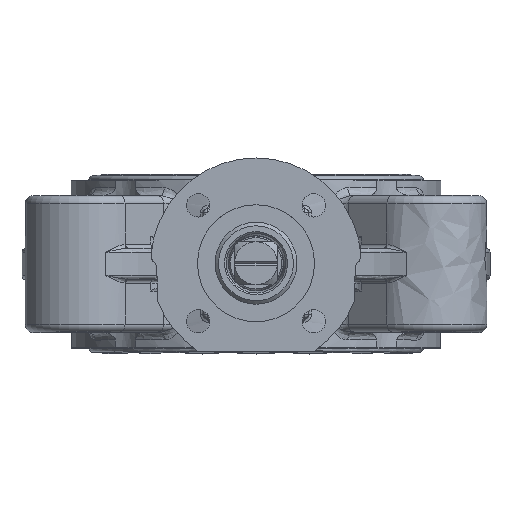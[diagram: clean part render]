
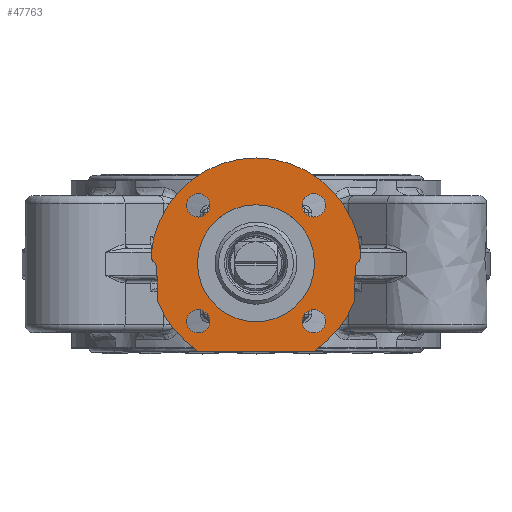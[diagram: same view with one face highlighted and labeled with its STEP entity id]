
A CAD part, top view. The second image highlights one B-rep face of the part: STEP entity #47763.
In plain terms, the highlighted planar face has unit normal (0, 0, 1).
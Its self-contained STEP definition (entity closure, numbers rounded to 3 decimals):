
#8076=CARTESIAN_POINT('',(25.158,-9.803,126.));
#8077=VERTEX_POINT('',#8076);
#8078=CARTESIAN_POINT('',(14.925,-22.5,126.));
#8079=VERTEX_POINT('',#8078);
#8080=CARTESIAN_POINT('',(0.,0.,126.));
#8081=DIRECTION('',(0.0,0.0,-1.0));
#8082=DIRECTION('',(0.553,-0.833,0.0));
#8083=AXIS2_PLACEMENT_3D('',#8080,#8081,#8082);
#8084=CIRCLE('',#8083,27.);
#8085=EDGE_CURVE('',#8077,#8079,#8084,.T.);
#8118=CARTESIAN_POINT('',(25.461,-1.11,126.));
#8119=VERTEX_POINT('',#8118);
#8120=CARTESIAN_POINT('',(25.461,-1.11,126.));
#8121=DIRECTION('',(-0.035,-0.999,0.0));
#8122=VECTOR('',#8121,8.698);
#8123=LINE('',#8120,#8122);
#8124=EDGE_CURVE('',#8119,#8077,#8123,.T.);
#8170=CARTESIAN_POINT('',(26.193,0.368,126.));
#8171=VERTEX_POINT('',#8170);
#8172=CARTESIAN_POINT('',(26.193,0.368,126.));
#8173=CARTESIAN_POINT('',(26.074,0.271,126.));
#8174=CARTESIAN_POINT('',(25.967,0.16,126.));
#8175=CARTESIAN_POINT('',(25.78,-0.084,126.));
#8176=CARTESIAN_POINT('',(25.701,-0.216,126.));
#8177=CARTESIAN_POINT('',(25.53,-0.593,126.));
#8178=CARTESIAN_POINT('',(25.47,-0.849,126.));
#8179=CARTESIAN_POINT('',(25.461,-1.11,126.));
#8180=B_SPLINE_CURVE_WITH_KNOTS('',3,(#8172,#8173,#8174,#8175,#8176,#8177,#8178,#8179),.UNSPECIFIED.,.F.,.U.,(4,2,2,4),(-0.17,-0.124,-0.078,0.0),.UNSPECIFIED.);
#8181=EDGE_CURVE('',#8171,#8119,#8180,.T.);
#43298=CARTESIAN_POINT('',(-14.925,-22.5,126.));
#43299=VERTEX_POINT('',#43298);
#43300=CARTESIAN_POINT('',(14.925,-22.5,126.));
#43301=DIRECTION('',(-1.0,0.0,0.0));
#43302=VECTOR('',#43301,29.85);
#43303=LINE('',#43300,#43302);
#43304=EDGE_CURVE('',#8079,#43299,#43303,.T.);
#43342=CARTESIAN_POINT('',(-25.158,-9.803,126.));
#43343=VERTEX_POINT('',#43342);
#43344=CARTESIAN_POINT('',(0.,0.,126.));
#43345=DIRECTION('',(0.0,0.0,-1.0));
#43346=DIRECTION('',(-0.932,-0.363,0.0));
#43347=AXIS2_PLACEMENT_3D('',#43344,#43345,#43346);
#43348=CIRCLE('',#43347,27.0);
#43349=EDGE_CURVE('',#43299,#43343,#43348,.T.);
#47523=CARTESIAN_POINT('',(26.921,2.069,126.));
#47524=VERTEX_POINT('',#47523);
#47525=CARTESIAN_POINT('',(26.921,2.069,126.));
#47526=CARTESIAN_POINT('',(26.935,1.879,126.));
#47527=CARTESIAN_POINT('',(26.923,1.687,126.));
#47528=CARTESIAN_POINT('',(26.843,1.313,126.));
#47529=CARTESIAN_POINT('',(26.777,1.133,126.));
#47530=CARTESIAN_POINT('',(26.562,0.736,126.));
#47531=CARTESIAN_POINT('',(26.395,0.533,126.));
#47532=CARTESIAN_POINT('',(26.193,0.368,126.));
#47533=B_SPLINE_CURVE_WITH_KNOTS('',3,(#47525,#47526,#47527,#47528,#47529,#47530,#47531,#47532),.UNSPECIFIED.,.F.,.U.,(4,2,2,4),(-0.193,-0.135,-0.078,0.),.UNSPECIFIED.);
#47534=EDGE_CURVE('',#47524,#8171,#47533,.T.);
#47553=CARTESIAN_POINT('',(-26.921,2.069,126.));
#47554=VERTEX_POINT('',#47553);
#47555=CARTESIAN_POINT('',(0.,0.,126.));
#47556=DIRECTION('',(0.0,0.0,-1.0));
#47557=DIRECTION('',(1.0,0.0,0.0));
#47558=AXIS2_PLACEMENT_3D('',#47555,#47556,#47557);
#47559=CIRCLE('',#47558,27.0);
#47560=EDGE_CURVE('',#47554,#47524,#47559,.T.);
#47599=CARTESIAN_POINT('',(-26.193,0.368,126.));
#47600=VERTEX_POINT('',#47599);
#47601=CARTESIAN_POINT('',(-26.193,0.368,126.));
#47602=CARTESIAN_POINT('',(-26.341,0.489,126.));
#47603=CARTESIAN_POINT('',(-26.471,0.631,126.));
#47604=CARTESIAN_POINT('',(-26.686,0.947,126.));
#47605=CARTESIAN_POINT('',(-26.771,1.119,126.));
#47606=CARTESIAN_POINT('',(-26.91,1.549,126.));
#47607=CARTESIAN_POINT('',(-26.941,1.81,126.));
#47608=CARTESIAN_POINT('',(-26.921,2.069,126.));
#47609=B_SPLINE_CURVE_WITH_KNOTS('',3,(#47601,#47602,#47603,#47604,#47605,#47606,#47607,#47608),.UNSPECIFIED.,.F.,.U.,(4,2,2,4),(-0.193,-0.135,-0.078,0.0),.UNSPECIFIED.);
#47610=EDGE_CURVE('',#47600,#47554,#47609,.T.);
#47649=CARTESIAN_POINT('',(-25.461,-1.11,126.));
#47650=VERTEX_POINT('',#47649);
#47651=CARTESIAN_POINT('',(-25.461,-1.11,126.));
#47652=CARTESIAN_POINT('',(-25.467,-0.956,126.));
#47653=CARTESIAN_POINT('',(-25.49,-0.803,126.));
#47654=CARTESIAN_POINT('',(-25.57,-0.507,126.));
#47655=CARTESIAN_POINT('',(-25.627,-0.364,126.));
#47656=CARTESIAN_POINT('',(-25.824,0.001,126.));
#47657=CARTESIAN_POINT('',(-25.992,0.203,126.));
#47658=CARTESIAN_POINT('',(-26.193,0.368,126.));
#47659=B_SPLINE_CURVE_WITH_KNOTS('',3,(#47651,#47652,#47653,#47654,#47655,#47656,#47657,#47658),.UNSPECIFIED.,.F.,.U.,(4,2,2,4),(-0.17,-0.124,-0.078,0.0),.UNSPECIFIED.);
#47660=EDGE_CURVE('',#47650,#47600,#47659,.T.);
#47679=CARTESIAN_POINT('',(-25.158,-9.803,126.));
#47680=DIRECTION('',(-0.035,0.999,0.0));
#47681=VECTOR('',#47680,8.698);
#47682=LINE('',#47679,#47681);
#47683=EDGE_CURVE('',#43343,#47650,#47682,.T.);
#47691=CARTESIAN_POINT('',(-60.001,27.001,126.));
#47692=DIRECTION('',(0.0,0.0,-1.0));
#47693=DIRECTION('',(-1.0,0.0,0.0));
#47694=AXIS2_PLACEMENT_3D('',#47691,#47692,#47693);
#47695=PLANE('',#47694);
#47696=ORIENTED_EDGE('',*,*,#8181,.F.);
#47697=ORIENTED_EDGE('',*,*,#47534,.F.);
#47698=ORIENTED_EDGE('',*,*,#47560,.F.);
#47699=ORIENTED_EDGE('',*,*,#47610,.F.);
#47700=ORIENTED_EDGE('',*,*,#47660,.F.);
#47701=ORIENTED_EDGE('',*,*,#47683,.F.);
#47702=ORIENTED_EDGE('',*,*,#43349,.F.);
#47703=ORIENTED_EDGE('',*,*,#43304,.F.);
#47704=ORIENTED_EDGE('',*,*,#8085,.F.);
#47705=ORIENTED_EDGE('',*,*,#8124,.F.);
#47706=EDGE_LOOP('',(#47696,#47697,#47698,#47699,#47700,#47701,#47702,#47703,#47704,#47705));
#47707=FACE_OUTER_BOUND('',#47706,.T.);
#47708=CARTESIAN_POINT('',(-17.849,-14.849,126.));
#47709=VERTEX_POINT('',#47708);
#47710=CARTESIAN_POINT('',(-14.849,-14.849,126.));
#47711=DIRECTION('',(0.0,0.0,-1.0));
#47712=DIRECTION('',(-1.0,0.0,0.0));
#47713=AXIS2_PLACEMENT_3D('',#47710,#47711,#47712);
#47714=CIRCLE('',#47713,3.);
#47715=EDGE_CURVE('',#47709,#47709,#47714,.T.);
#47716=ORIENTED_EDGE('',*,*,#47715,.T.);
#47717=EDGE_LOOP('',(#47716));
#47718=FACE_BOUND('',#47717,.T.);
#47719=CARTESIAN_POINT('',(-14.849,17.849,126.));
#47720=VERTEX_POINT('',#47719);
#47721=CARTESIAN_POINT('',(-14.849,14.849,126.));
#47722=DIRECTION('',(0.0,0.0,-1.0));
#47723=DIRECTION('',(0.0,1.0,0.0));
#47724=AXIS2_PLACEMENT_3D('',#47721,#47722,#47723);
#47725=CIRCLE('',#47724,3.);
#47726=EDGE_CURVE('',#47720,#47720,#47725,.T.);
#47727=ORIENTED_EDGE('',*,*,#47726,.T.);
#47728=EDGE_LOOP('',(#47727));
#47729=FACE_BOUND('',#47728,.T.);
#47730=CARTESIAN_POINT('',(14.849,-17.849,126.));
#47731=VERTEX_POINT('',#47730);
#47732=CARTESIAN_POINT('',(14.849,-14.849,126.));
#47733=DIRECTION('',(0.0,0.0,-1.0));
#47734=DIRECTION('',(0.0,-1.0,0.0));
#47735=AXIS2_PLACEMENT_3D('',#47732,#47733,#47734);
#47736=CIRCLE('',#47735,3.);
#47737=EDGE_CURVE('',#47731,#47731,#47736,.T.);
#47738=ORIENTED_EDGE('',*,*,#47737,.T.);
#47739=EDGE_LOOP('',(#47738));
#47740=FACE_BOUND('',#47739,.T.);
#47741=CARTESIAN_POINT('',(17.849,14.849,126.));
#47742=VERTEX_POINT('',#47741);
#47743=CARTESIAN_POINT('',(14.849,14.849,126.));
#47744=DIRECTION('',(0.0,0.0,-1.0));
#47745=DIRECTION('',(1.0,0.0,0.0));
#47746=AXIS2_PLACEMENT_3D('',#47743,#47744,#47745);
#47747=CIRCLE('',#47746,3.);
#47748=EDGE_CURVE('',#47742,#47742,#47747,.T.);
#47749=ORIENTED_EDGE('',*,*,#47748,.T.);
#47750=EDGE_LOOP('',(#47749));
#47751=FACE_BOUND('',#47750,.T.);
#47752=CARTESIAN_POINT('',(15.0,0.,126.));
#47753=VERTEX_POINT('',#47752);
#47754=CARTESIAN_POINT('',(0.,0.,126.));
#47755=DIRECTION('',(0.0,0.0,-1.0));
#47756=DIRECTION('',(1.0,0.0,0.0));
#47757=AXIS2_PLACEMENT_3D('',#47754,#47755,#47756);
#47758=CIRCLE('',#47757,15.0);
#47759=EDGE_CURVE('',#47753,#47753,#47758,.T.);
#47760=ORIENTED_EDGE('',*,*,#47759,.T.);
#47761=EDGE_LOOP('',(#47760));
#47762=FACE_BOUND('',#47761,.T.);
#47763=ADVANCED_FACE('',(#47707,#47718,#47729,#47740,#47751,#47762),#47695,.F.);
